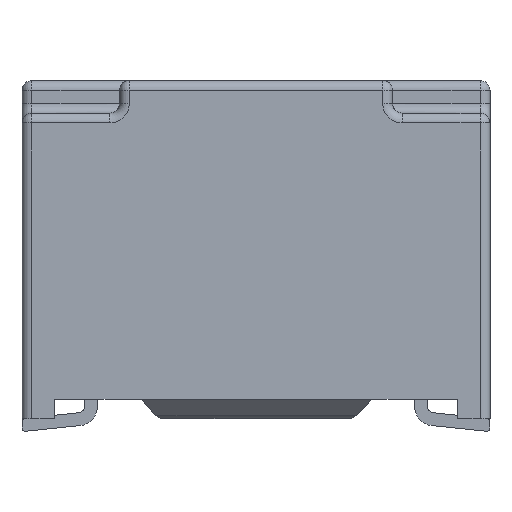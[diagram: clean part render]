
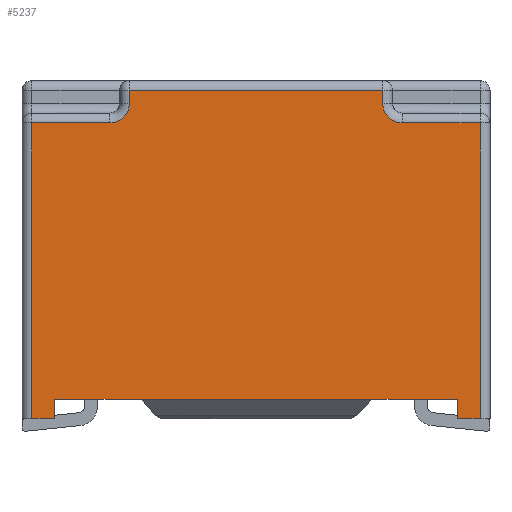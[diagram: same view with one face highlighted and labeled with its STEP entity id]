
A CAD part, left-side view. The second image highlights one B-rep face of the part: STEP entity #5237.
In plain terms, the highlighted planar face has unit normal (-1, 0, 0).
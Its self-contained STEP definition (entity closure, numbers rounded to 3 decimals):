
#4926 = VERTEX_POINT('',#4927);
#4927 = CARTESIAN_POINT('',(-5.3,3.1,0.3));
#4974 = VERTEX_POINT('',#4975);
#4975 = CARTESIAN_POINT('',(-5.3,1.763,0.3));
#4981 = EDGE_CURVE('',#4974,#4926,#4982,.T.);
#4982 = LINE('',#4983,#4984);
#4983 = CARTESIAN_POINT('',(-5.3,3.6,0.3));
#4984 = VECTOR('',#4985,1.);
#4985 = DIRECTION('',(0.,1.,0.));
#5006 = VERTEX_POINT('',#5007);
#5007 = CARTESIAN_POINT('',(-5.3,-3.1,0.3));
#5013 = EDGE_CURVE('',#5006,#5014,#5016,.T.);
#5014 = VERTEX_POINT('',#5015);
#5015 = CARTESIAN_POINT('',(-5.3,-1.783,0.3));
#5016 = LINE('',#5017,#5018);
#5017 = CARTESIAN_POINT('',(-5.3,3.6,0.3));
#5018 = VECTOR('',#5019,1.);
#5019 = DIRECTION('',(0.,1.,0.));
#5237 = ADVANCED_FACE('',(#5238),#5352,.F.);
#5238 = FACE_BOUND('',#5239,.T.);
#5239 = EDGE_LOOP('',(#5240,#5250,#5258,#5266,#5275,#5283,#5291,#5299,
    #5308,#5316,#5324,#5332,#5338,#5339,#5345,#5346));
#5240 = ORIENTED_EDGE('',*,*,#5241,.T.);
#5241 = EDGE_CURVE('',#5242,#5244,#5246,.T.);
#5242 = VERTEX_POINT('',#5243);
#5243 = CARTESIAN_POINT('',(-5.3,-3.1,0.));
#5244 = VERTEX_POINT('',#5245);
#5245 = CARTESIAN_POINT('',(-5.3,-3.45,0.));
#5246 = LINE('',#5247,#5248);
#5247 = CARTESIAN_POINT('',(-5.3,-3.1,0.));
#5248 = VECTOR('',#5249,1.);
#5249 = DIRECTION('',(0.,-1.,0.));
#5250 = ORIENTED_EDGE('',*,*,#5251,.T.);
#5251 = EDGE_CURVE('',#5244,#5252,#5254,.T.);
#5252 = VERTEX_POINT('',#5253);
#5253 = CARTESIAN_POINT('',(-5.3,-3.45,4.55));
#5254 = LINE('',#5255,#5256);
#5255 = CARTESIAN_POINT('',(-5.3,-3.45,5.2));
#5256 = VECTOR('',#5257,1.);
#5257 = DIRECTION('',(0.,-0.,1.));
#5258 = ORIENTED_EDGE('',*,*,#5259,.T.);
#5259 = EDGE_CURVE('',#5252,#5260,#5262,.T.);
#5260 = VERTEX_POINT('',#5261);
#5261 = CARTESIAN_POINT('',(-5.3,-2.25,4.55));
#5262 = LINE('',#5263,#5264);
#5263 = CARTESIAN_POINT('',(-5.3,3.6,4.55));
#5264 = VECTOR('',#5265,1.);
#5265 = DIRECTION('',(0.,1.,-0.));
#5266 = ORIENTED_EDGE('',*,*,#5267,.F.);
#5267 = EDGE_CURVE('',#5268,#5260,#5270,.T.);
#5268 = VERTEX_POINT('',#5269);
#5269 = CARTESIAN_POINT('',(-5.3,-1.95,4.85));
#5270 = CIRCLE('',#5271,0.3);
#5271 = AXIS2_PLACEMENT_3D('',#5272,#5273,#5274);
#5272 = CARTESIAN_POINT('',(-5.3,-2.25,4.85));
#5273 = DIRECTION('',(-1.,0.,0.));
#5274 = DIRECTION('',(0.,1.,0.));
#5275 = ORIENTED_EDGE('',*,*,#5276,.T.);
#5276 = EDGE_CURVE('',#5268,#5277,#5279,.T.);
#5277 = VERTEX_POINT('',#5278);
#5278 = CARTESIAN_POINT('',(-5.3,-1.95,5.05));
#5279 = LINE('',#5280,#5281);
#5280 = CARTESIAN_POINT('',(-5.3,-1.95,5.2));
#5281 = VECTOR('',#5282,1.);
#5282 = DIRECTION('',(0.,0.,1.));
#5283 = ORIENTED_EDGE('',*,*,#5284,.T.);
#5284 = EDGE_CURVE('',#5277,#5285,#5287,.T.);
#5285 = VERTEX_POINT('',#5286);
#5286 = CARTESIAN_POINT('',(-5.3,1.95,5.05));
#5287 = LINE('',#5288,#5289);
#5288 = CARTESIAN_POINT('',(-5.3,2.1,5.05));
#5289 = VECTOR('',#5290,1.);
#5290 = DIRECTION('',(0.,1.,-0.));
#5291 = ORIENTED_EDGE('',*,*,#5292,.T.);
#5292 = EDGE_CURVE('',#5285,#5293,#5295,.T.);
#5293 = VERTEX_POINT('',#5294);
#5294 = CARTESIAN_POINT('',(-5.3,1.95,4.85));
#5295 = LINE('',#5296,#5297);
#5296 = CARTESIAN_POINT('',(-5.3,1.95,5.2));
#5297 = VECTOR('',#5298,1.);
#5298 = DIRECTION('',(-0.,-0.,-1.));
#5299 = ORIENTED_EDGE('',*,*,#5300,.F.);
#5300 = EDGE_CURVE('',#5301,#5293,#5303,.T.);
#5301 = VERTEX_POINT('',#5302);
#5302 = CARTESIAN_POINT('',(-5.3,2.25,4.55));
#5303 = CIRCLE('',#5304,0.3);
#5304 = AXIS2_PLACEMENT_3D('',#5305,#5306,#5307);
#5305 = CARTESIAN_POINT('',(-5.3,2.25,4.85));
#5306 = DIRECTION('',(-1.,0.,0.));
#5307 = DIRECTION('',(0.,1.,0.));
#5308 = ORIENTED_EDGE('',*,*,#5309,.T.);
#5309 = EDGE_CURVE('',#5301,#5310,#5312,.T.);
#5310 = VERTEX_POINT('',#5311);
#5311 = CARTESIAN_POINT('',(-5.3,3.45,4.55));
#5312 = LINE('',#5313,#5314);
#5313 = CARTESIAN_POINT('',(-5.3,3.6,4.55));
#5314 = VECTOR('',#5315,1.);
#5315 = DIRECTION('',(0.,1.,-0.));
#5316 = ORIENTED_EDGE('',*,*,#5317,.T.);
#5317 = EDGE_CURVE('',#5310,#5318,#5320,.T.);
#5318 = VERTEX_POINT('',#5319);
#5319 = CARTESIAN_POINT('',(-5.3,3.45,0.));
#5320 = LINE('',#5321,#5322);
#5321 = CARTESIAN_POINT('',(-5.3,3.45,5.2));
#5322 = VECTOR('',#5323,1.);
#5323 = DIRECTION('',(0.,0.,-1.));
#5324 = ORIENTED_EDGE('',*,*,#5325,.F.);
#5325 = EDGE_CURVE('',#5326,#5318,#5328,.T.);
#5326 = VERTEX_POINT('',#5327);
#5327 = CARTESIAN_POINT('',(-5.3,3.1,0.));
#5328 = LINE('',#5329,#5330);
#5329 = CARTESIAN_POINT('',(-5.3,3.1,0.));
#5330 = VECTOR('',#5331,1.);
#5331 = DIRECTION('',(0.,1.,0.));
#5332 = ORIENTED_EDGE('',*,*,#5333,.F.);
#5333 = EDGE_CURVE('',#4926,#5326,#5334,.T.);
#5334 = LINE('',#5335,#5336);
#5335 = CARTESIAN_POINT('',(-5.3,3.1,0.3));
#5336 = VECTOR('',#5337,1.);
#5337 = DIRECTION('',(0.,0.,-1.));
#5338 = ORIENTED_EDGE('',*,*,#4981,.F.);
#5339 = ORIENTED_EDGE('',*,*,#5340,.T.);
#5340 = EDGE_CURVE('',#4974,#5014,#5341,.T.);
#5341 = LINE('',#5342,#5343);
#5342 = CARTESIAN_POINT('',(-5.3,3.6,0.3));
#5343 = VECTOR('',#5344,1.);
#5344 = DIRECTION('',(0.,-1.,0.));
#5345 = ORIENTED_EDGE('',*,*,#5013,.F.);
#5346 = ORIENTED_EDGE('',*,*,#5347,.T.);
#5347 = EDGE_CURVE('',#5006,#5242,#5348,.T.);
#5348 = LINE('',#5349,#5350);
#5349 = CARTESIAN_POINT('',(-5.3,-3.1,0.3));
#5350 = VECTOR('',#5351,1.);
#5351 = DIRECTION('',(0.,0.,-1.));
#5352 = PLANE('',#5353);
#5353 = AXIS2_PLACEMENT_3D('',#5354,#5355,#5356);
#5354 = CARTESIAN_POINT('',(-5.3,3.6,5.2));
#5355 = DIRECTION('',(1.,0.,-0.));
#5356 = DIRECTION('',(0.,1.,0.));
